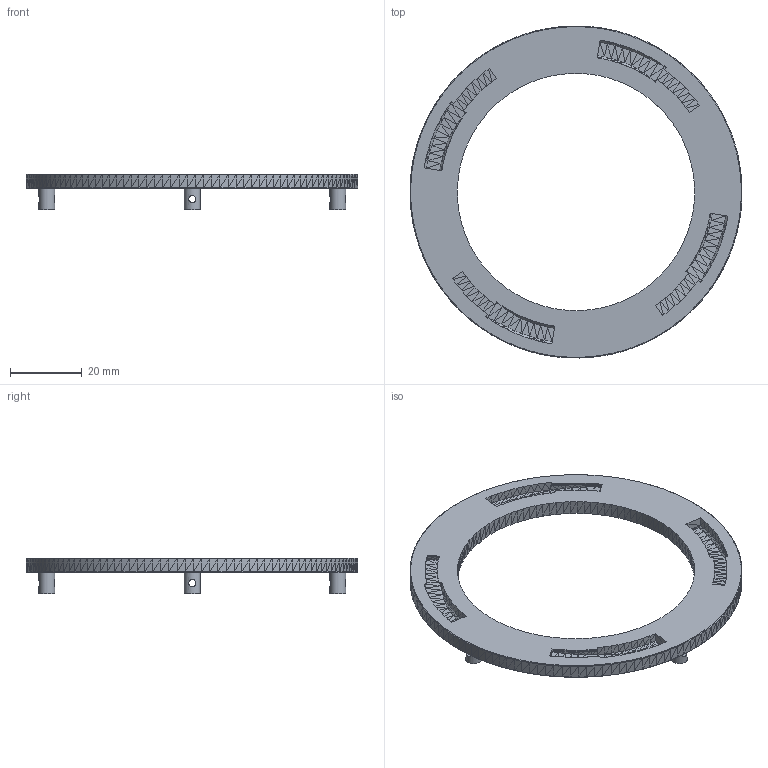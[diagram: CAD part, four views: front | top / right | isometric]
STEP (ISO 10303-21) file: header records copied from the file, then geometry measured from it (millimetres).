
FILE_DESCRIPTION(/* description */ ('','CAx-IF Rec.Pracs.---Representation and Presentation of Product Manufacturing Information (PMI)---4.0---2014-10-13'),/* implementation_level */ '2;1');
FILE_NAME(/* name */ 'New Stand Lock Ring.step',/* time_stamp */ '2025-02-09T09:08:34-05:00',/* author */ (''),/* organization */ (''),/* preprocessor_version */ 'ST-DEVELOPER v20',/* originating_system */ 'Autodesk Translation Framework v13.20.0.188',/* authorisation */ '');
FILE_SCHEMA (('AP242_MANAGED_MODEL_BASED_3D_ENGINEERING_MIM_LF { 1 0 10303 442 1 1 4 }'));
Length unit declared in the file: millimetre
Products named in the file (1): (Unsaved)
Bounding box: 92.39 x 92.39 x 10 mm (x, y, z)
Surface area: 9750.3 mm2 (no closed solid volume)
Topology: 0 solids, 1 shells, 1810 faces, 3040 edges, 1238 vertices
Faces by surface type: plane 1802, cylinder 8
Full cylindrical faces by diameter (mm): 2 x4, 4.5 x4
Entity records: 39261 total; most frequent: DIRECTION 6734, CARTESIAN_POINT 6513, ORIENTED_EDGE 6232, EDGE_CURVE 3116, LINE 3096, VECTOR 3096, EDGE_LOOP 1830, AXIS2_PLACEMENT_3D 1819
